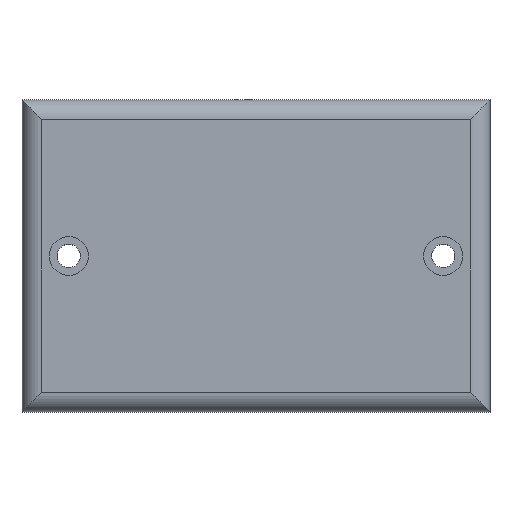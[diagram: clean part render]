
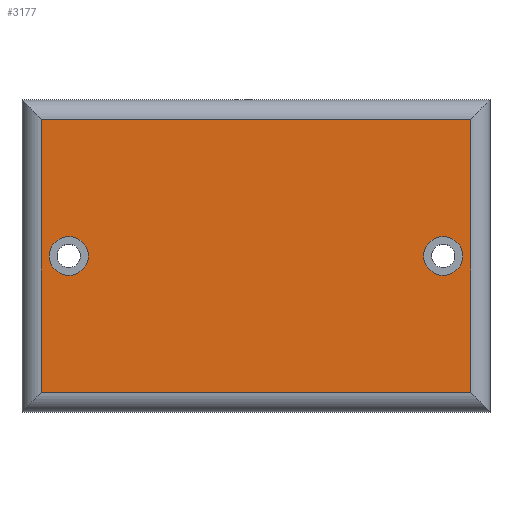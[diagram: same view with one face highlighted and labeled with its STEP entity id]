
A CAD part, top view. The second image highlights one B-rep face of the part: STEP entity #3177.
In plain terms, the highlighted planar face has unit normal (0, 0, 1).
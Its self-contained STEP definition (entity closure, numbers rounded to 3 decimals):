
#2273 = CYLINDRICAL_SURFACE('',#2274,2.5);
#2274 = AXIS2_PLACEMENT_3D('',#2275,#2276,#2277);
#2275 = CARTESIAN_POINT('',(-30.,17.5,0.));
#2276 = DIRECTION('',(1.,0.,0.));
#2277 = DIRECTION('',(0.,1.,0.));
#2347 = CYLINDRICAL_SURFACE('',#2348,2.5);
#2348 = AXIS2_PLACEMENT_3D('',#2349,#2350,#2351);
#2349 = CARTESIAN_POINT('',(-27.5,-20.,0.));
#2350 = DIRECTION('',(0.,1.,0.));
#2351 = DIRECTION('',(-1.,0.,0.));
#2381 = CYLINDRICAL_SURFACE('',#2382,2.5);
#2382 = AXIS2_PLACEMENT_3D('',#2383,#2384,#2385);
#2383 = CARTESIAN_POINT('',(27.5,20.,0.));
#2384 = DIRECTION('',(0.,-1.,0.));
#2385 = DIRECTION('',(1.,0.,0.));
#2433 = CYLINDRICAL_SURFACE('',#2434,2.5);
#2434 = AXIS2_PLACEMENT_3D('',#2435,#2436,#2437);
#2435 = CARTESIAN_POINT('',(30.,-17.5,0.));
#2436 = DIRECTION('',(-1.,0.,0.));
#2437 = DIRECTION('',(0.,-1.,0.));
#2866 = VERTEX_POINT('',#2867);
#2867 = CARTESIAN_POINT('',(-27.5,17.5,2.5));
#2899 = EDGE_CURVE('',#2866,#2900,#2902,.T.);
#2900 = VERTEX_POINT('',#2901);
#2901 = CARTESIAN_POINT('',(27.5,17.5,2.5));
#2902 = SURFACE_CURVE('',#2903,(#2907,#2914),.PCURVE_S1.);
#2903 = LINE('',#2904,#2905);
#2904 = CARTESIAN_POINT('',(-30.,17.5,2.5));
#2905 = VECTOR('',#2906,1.);
#2906 = DIRECTION('',(1.,0.,0.));
#2907 = PCURVE('',#2273,#2908);
#2908 = DEFINITIONAL_REPRESENTATION('',(#2909),#2913);
#2909 = LINE('',#2910,#2911);
#2910 = CARTESIAN_POINT('',(1.571,0.));
#2911 = VECTOR('',#2912,1.);
#2912 = DIRECTION('',(0.,1.));
#2913 = ( GEOMETRIC_REPRESENTATION_CONTEXT(2) 
PARAMETRIC_REPRESENTATION_CONTEXT() REPRESENTATION_CONTEXT('2D SPACE',''
  ) );
#2914 = PCURVE('',#2915,#2920);
#2915 = PLANE('',#2916);
#2916 = AXIS2_PLACEMENT_3D('',#2917,#2918,#2919);
#2917 = CARTESIAN_POINT('',(0.,0.,2.5));
#2918 = DIRECTION('',(0.,0.,1.));
#2919 = DIRECTION('',(1.,0.,0.));
#2920 = DEFINITIONAL_REPRESENTATION('',(#2921),#2925);
#2921 = LINE('',#2922,#2923);
#2922 = CARTESIAN_POINT('',(-30.,17.5));
#2923 = VECTOR('',#2924,1.);
#2924 = DIRECTION('',(1.,0.));
#2925 = ( GEOMETRIC_REPRESENTATION_CONTEXT(2) 
PARAMETRIC_REPRESENTATION_CONTEXT() REPRESENTATION_CONTEXT('2D SPACE',''
  ) );
#2964 = VERTEX_POINT('',#2965);
#2965 = CARTESIAN_POINT('',(-27.5,-17.5,2.5));
#2997 = EDGE_CURVE('',#2964,#2866,#2998,.T.);
#2998 = SURFACE_CURVE('',#2999,(#3003,#3010),.PCURVE_S1.);
#2999 = LINE('',#3000,#3001);
#3000 = CARTESIAN_POINT('',(-27.5,-20.,2.5));
#3001 = VECTOR('',#3002,1.);
#3002 = DIRECTION('',(0.,1.,0.));
#3003 = PCURVE('',#2347,#3004);
#3004 = DEFINITIONAL_REPRESENTATION('',(#3005),#3009);
#3005 = LINE('',#3006,#3007);
#3006 = CARTESIAN_POINT('',(1.571,0.));
#3007 = VECTOR('',#3008,1.);
#3008 = DIRECTION('',(0.,1.));
#3009 = ( GEOMETRIC_REPRESENTATION_CONTEXT(2) 
PARAMETRIC_REPRESENTATION_CONTEXT() REPRESENTATION_CONTEXT('2D SPACE',''
  ) );
#3010 = PCURVE('',#2915,#3011);
#3011 = DEFINITIONAL_REPRESENTATION('',(#3012),#3016);
#3012 = LINE('',#3013,#3014);
#3013 = CARTESIAN_POINT('',(-27.5,-20.));
#3014 = VECTOR('',#3015,1.);
#3015 = DIRECTION('',(0.,1.));
#3016 = ( GEOMETRIC_REPRESENTATION_CONTEXT(2) 
PARAMETRIC_REPRESENTATION_CONTEXT() REPRESENTATION_CONTEXT('2D SPACE',''
  ) );
#3024 = EDGE_CURVE('',#2900,#3025,#3027,.T.);
#3025 = VERTEX_POINT('',#3026);
#3026 = CARTESIAN_POINT('',(27.5,-17.5,2.5));
#3027 = SURFACE_CURVE('',#3028,(#3032,#3039),.PCURVE_S1.);
#3028 = LINE('',#3029,#3030);
#3029 = CARTESIAN_POINT('',(27.5,20.,2.5));
#3030 = VECTOR('',#3031,1.);
#3031 = DIRECTION('',(0.,-1.,0.));
#3032 = PCURVE('',#2381,#3033);
#3033 = DEFINITIONAL_REPRESENTATION('',(#3034),#3038);
#3034 = LINE('',#3035,#3036);
#3035 = CARTESIAN_POINT('',(1.571,0.));
#3036 = VECTOR('',#3037,1.);
#3037 = DIRECTION('',(0.,1.));
#3038 = ( GEOMETRIC_REPRESENTATION_CONTEXT(2) 
PARAMETRIC_REPRESENTATION_CONTEXT() REPRESENTATION_CONTEXT('2D SPACE',''
  ) );
#3039 = PCURVE('',#2915,#3040);
#3040 = DEFINITIONAL_REPRESENTATION('',(#3041),#3045);
#3041 = LINE('',#3042,#3043);
#3042 = CARTESIAN_POINT('',(27.5,20.));
#3043 = VECTOR('',#3044,1.);
#3044 = DIRECTION('',(0.,-1.));
#3045 = ( GEOMETRIC_REPRESENTATION_CONTEXT(2) 
PARAMETRIC_REPRESENTATION_CONTEXT() REPRESENTATION_CONTEXT('2D SPACE',''
  ) );
#3085 = EDGE_CURVE('',#3025,#2964,#3086,.T.);
#3086 = SURFACE_CURVE('',#3087,(#3091,#3098),.PCURVE_S1.);
#3087 = LINE('',#3088,#3089);
#3088 = CARTESIAN_POINT('',(30.,-17.5,2.5));
#3089 = VECTOR('',#3090,1.);
#3090 = DIRECTION('',(-1.,0.,0.));
#3091 = PCURVE('',#2433,#3092);
#3092 = DEFINITIONAL_REPRESENTATION('',(#3093),#3097);
#3093 = LINE('',#3094,#3095);
#3094 = CARTESIAN_POINT('',(1.571,0.));
#3095 = VECTOR('',#3096,1.);
#3096 = DIRECTION('',(0.,1.));
#3097 = ( GEOMETRIC_REPRESENTATION_CONTEXT(2) 
PARAMETRIC_REPRESENTATION_CONTEXT() REPRESENTATION_CONTEXT('2D SPACE',''
  ) );
#3098 = PCURVE('',#2915,#3099);
#3099 = DEFINITIONAL_REPRESENTATION('',(#3100),#3104);
#3100 = LINE('',#3101,#3102);
#3101 = CARTESIAN_POINT('',(30.,-17.5));
#3102 = VECTOR('',#3103,1.);
#3103 = DIRECTION('',(-1.,0.));
#3104 = ( GEOMETRIC_REPRESENTATION_CONTEXT(2) 
PARAMETRIC_REPRESENTATION_CONTEXT() REPRESENTATION_CONTEXT('2D SPACE',''
  ) );
#3128 = CYLINDRICAL_SURFACE('',#3129,2.5);
#3129 = AXIS2_PLACEMENT_3D('',#3130,#3131,#3132);
#3130 = CARTESIAN_POINT('',(-24.,0.,2.5));
#3131 = DIRECTION('',(0.,0.,1.));
#3132 = DIRECTION('',(1.,0.,0.));
#3163 = CYLINDRICAL_SURFACE('',#3164,2.5);
#3164 = AXIS2_PLACEMENT_3D('',#3165,#3166,#3167);
#3165 = CARTESIAN_POINT('',(24.,0.,2.5));
#3166 = DIRECTION('',(0.,0.,1.));
#3167 = DIRECTION('',(1.,0.,0.));
#3177 = ADVANCED_FACE('',(#3178,#3184,#3210),#2915,.T.);
#3178 = FACE_BOUND('',#3179,.T.);
#3179 = EDGE_LOOP('',(#3180,#3181,#3182,#3183));
#3180 = ORIENTED_EDGE('',*,*,#2899,.F.);
#3181 = ORIENTED_EDGE('',*,*,#2997,.F.);
#3182 = ORIENTED_EDGE('',*,*,#3085,.F.);
#3183 = ORIENTED_EDGE('',*,*,#3024,.F.);
#3184 = FACE_BOUND('',#3185,.T.);
#3185 = EDGE_LOOP('',(#3186));
#3186 = ORIENTED_EDGE('',*,*,#3187,.F.);
#3187 = EDGE_CURVE('',#3188,#3188,#3190,.T.);
#3188 = VERTEX_POINT('',#3189);
#3189 = CARTESIAN_POINT('',(-21.5,0.,2.5));
#3190 = SURFACE_CURVE('',#3191,(#3196,#3203),.PCURVE_S1.);
#3191 = CIRCLE('',#3192,2.5);
#3192 = AXIS2_PLACEMENT_3D('',#3193,#3194,#3195);
#3193 = CARTESIAN_POINT('',(-24.,0.,2.5));
#3194 = DIRECTION('',(0.,0.,1.));
#3195 = DIRECTION('',(1.,0.,0.));
#3196 = PCURVE('',#2915,#3197);
#3197 = DEFINITIONAL_REPRESENTATION('',(#3198),#3202);
#3198 = CIRCLE('',#3199,2.5);
#3199 = AXIS2_PLACEMENT_2D('',#3200,#3201);
#3200 = CARTESIAN_POINT('',(-24.,0.));
#3201 = DIRECTION('',(1.,0.));
#3202 = ( GEOMETRIC_REPRESENTATION_CONTEXT(2) 
PARAMETRIC_REPRESENTATION_CONTEXT() REPRESENTATION_CONTEXT('2D SPACE',''
  ) );
#3203 = PCURVE('',#3128,#3204);
#3204 = DEFINITIONAL_REPRESENTATION('',(#3205),#3209);
#3205 = LINE('',#3206,#3207);
#3206 = CARTESIAN_POINT('',(0.,0.));
#3207 = VECTOR('',#3208,1.);
#3208 = DIRECTION('',(1.,0.));
#3209 = ( GEOMETRIC_REPRESENTATION_CONTEXT(2) 
PARAMETRIC_REPRESENTATION_CONTEXT() REPRESENTATION_CONTEXT('2D SPACE',''
  ) );
#3210 = FACE_BOUND('',#3211,.T.);
#3211 = EDGE_LOOP('',(#3212));
#3212 = ORIENTED_EDGE('',*,*,#3213,.F.);
#3213 = EDGE_CURVE('',#3214,#3214,#3216,.T.);
#3214 = VERTEX_POINT('',#3215);
#3215 = CARTESIAN_POINT('',(26.5,0.,2.5));
#3216 = SURFACE_CURVE('',#3217,(#3222,#3229),.PCURVE_S1.);
#3217 = CIRCLE('',#3218,2.5);
#3218 = AXIS2_PLACEMENT_3D('',#3219,#3220,#3221);
#3219 = CARTESIAN_POINT('',(24.,0.,2.5));
#3220 = DIRECTION('',(0.,0.,1.));
#3221 = DIRECTION('',(1.,0.,0.));
#3222 = PCURVE('',#2915,#3223);
#3223 = DEFINITIONAL_REPRESENTATION('',(#3224),#3228);
#3224 = CIRCLE('',#3225,2.5);
#3225 = AXIS2_PLACEMENT_2D('',#3226,#3227);
#3226 = CARTESIAN_POINT('',(24.,0.));
#3227 = DIRECTION('',(1.,0.));
#3228 = ( GEOMETRIC_REPRESENTATION_CONTEXT(2) 
PARAMETRIC_REPRESENTATION_CONTEXT() REPRESENTATION_CONTEXT('2D SPACE',''
  ) );
#3229 = PCURVE('',#3163,#3230);
#3230 = DEFINITIONAL_REPRESENTATION('',(#3231),#3235);
#3231 = LINE('',#3232,#3233);
#3232 = CARTESIAN_POINT('',(0.,0.));
#3233 = VECTOR('',#3234,1.);
#3234 = DIRECTION('',(1.,0.));
#3235 = ( GEOMETRIC_REPRESENTATION_CONTEXT(2) 
PARAMETRIC_REPRESENTATION_CONTEXT() REPRESENTATION_CONTEXT('2D SPACE',''
  ) );
